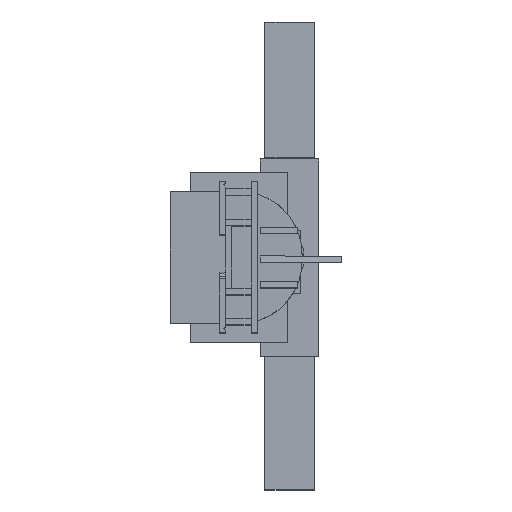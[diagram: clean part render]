
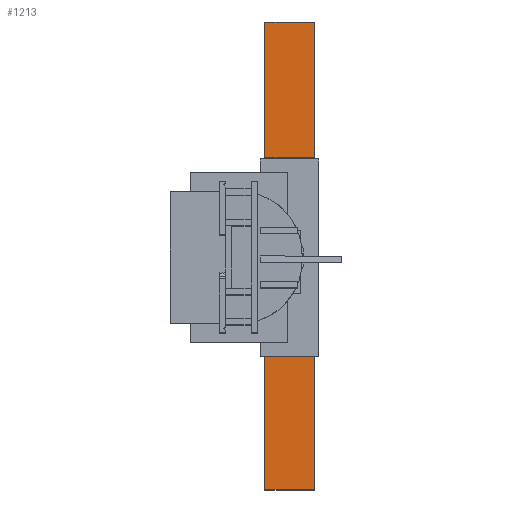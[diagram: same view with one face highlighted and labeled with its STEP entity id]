
A CAD part, top view. The second image highlights one B-rep face of the part: STEP entity #1213.
In plain terms, the highlighted planar face has unit normal (0, 0, 1).
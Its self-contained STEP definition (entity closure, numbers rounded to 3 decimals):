
#617=B_SPLINE_CURVE_WITH_KNOTS('',1,(#23370,#23371),.UNSPECIFIED.,.F.,.F.,
(2,2),(0.,597.146),.UNSPECIFIED.);
#621=B_SPLINE_CURVE_WITH_KNOTS('',1,(#23378,#23379),.UNSPECIFIED.,.F.,.F.,
(2,2),(597.146,747.1),.UNSPECIFIED.);
#624=B_SPLINE_CURVE_WITH_KNOTS('',1,(#23384,#23385),.UNSPECIFIED.,.F.,.F.,
(2,2),(747.1,1344.246),.UNSPECIFIED.);
#627=B_SPLINE_CURVE_WITH_KNOTS('',1,(#23390,#23391),.UNSPECIFIED.,.F.,.F.,
(2,2),(1344.246,1494.199),.UNSPECIFIED.);
#1213=ADVANCED_FACE('',(#1633),#6199,.T.);
#1633=FACE_OUTER_BOUND('',#2053,.T.);
#2053=EDGE_LOOP('',(#3943,#3944,#3945,#3946));
#3943=ORIENTED_EDGE('',*,*,#4897,.F.);
#3944=ORIENTED_EDGE('',*,*,#4894,.F.);
#3945=ORIENTED_EDGE('',*,*,#4891,.F.);
#3946=ORIENTED_EDGE('',*,*,#4887,.F.);
#4887=EDGE_CURVE('',#5906,#5907,#617,.T.);
#4891=EDGE_CURVE('',#5907,#5910,#621,.T.);
#4894=EDGE_CURVE('',#5910,#5912,#624,.T.);
#4897=EDGE_CURVE('',#5912,#5906,#627,.T.);
#5906=VERTEX_POINT('',#23362);
#5907=VERTEX_POINT('',#23363);
#5910=VERTEX_POINT('',#23366);
#5912=VERTEX_POINT('',#23368);
#6199=PLANE('',#6662);
#6662=AXIS2_PLACEMENT_3D('',#23360,#6959,$);
#6959=DIRECTION('',(0.,0.,1.));
#23360=CARTESIAN_POINT('',(2788.81,-124.409,-64.477));
#23362=CARTESIAN_POINT('',(2788.81,-124.409,-64.477));
#23363=CARTESIAN_POINT('',(2788.81,1295.241,-64.477));
#23366=CARTESIAN_POINT('',(2938.764,1295.241,-64.477));
#23368=CARTESIAN_POINT('',(2938.764,-124.409,-64.477));
#23370=CARTESIAN_POINT('',(2788.81,-124.409,-64.477));
#23371=CARTESIAN_POINT('',(2788.81,1295.241,-64.477));
#23378=CARTESIAN_POINT('',(2788.81,1295.241,-64.477));
#23379=CARTESIAN_POINT('',(2938.764,1295.241,-64.477));
#23384=CARTESIAN_POINT('',(2938.764,1295.241,-64.477));
#23385=CARTESIAN_POINT('',(2938.764,-124.409,-64.477));
#23390=CARTESIAN_POINT('',(2938.764,-124.409,-64.477));
#23391=CARTESIAN_POINT('',(2788.81,-124.409,-64.477));
